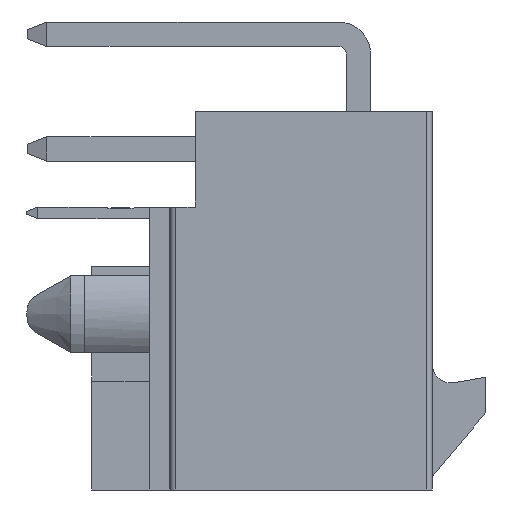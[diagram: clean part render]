
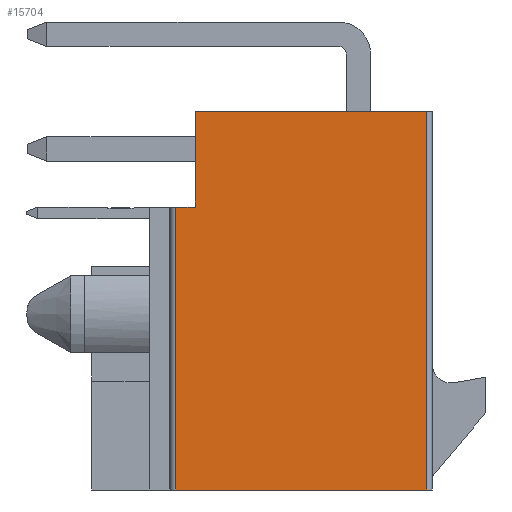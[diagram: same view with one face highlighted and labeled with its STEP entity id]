
A CAD part, front view. The second image highlights one B-rep face of the part: STEP entity #15704.
In plain terms, the highlighted planar face has unit normal (0, -1, 0).
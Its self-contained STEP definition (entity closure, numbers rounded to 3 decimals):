
#167=DIRECTION('',(1.,0.,0.));
#168=VECTOR('',#167,6.05);
#169=CARTESIAN_POINT('',(-2.77,-9.425,0.));
#170=LINE('7503',#169,#168);
#1783=DIRECTION('',(1.,0.,0.));
#1784=VECTOR('',#1783,6.56);
#1785=CARTESIAN_POINT('',(-3.28,-9.425,-9.91));
#1786=LINE('7499',#1785,#1784);
#5451=DIRECTION('',(0.,0.,-1.));
#5452=VECTOR('',#5451,9.91);
#5453=CARTESIAN_POINT('',(3.28,-9.425,0.));
#5454=LINE('7482',#5453,#5452);
#5455=DIRECTION('',(0.,0.,-1.));
#5456=VECTOR('',#5455,7.4);
#5457=CARTESIAN_POINT('',(-3.28,-9.425,-2.51));
#5458=LINE('7492',#5457,#5456);
#5459=DIRECTION('',(1.,0.,0.));
#5460=VECTOR('',#5459,0.51);
#5461=CARTESIAN_POINT('',(-3.28,-9.425,-2.51));
#5462=LINE('7501',#5461,#5460);
#5463=DIRECTION('',(0.,0.,-1.));
#5464=VECTOR('',#5463,2.51);
#5465=CARTESIAN_POINT('',(-2.77,-9.425,0.));
#5466=LINE('1349',#5465,#5464);
#6262=CARTESIAN_POINT('',(-2.77,-9.425,0.));
#6263=CARTESIAN_POINT('',(-2.77,-9.425,-2.51));
#6264=VERTEX_POINT('',#6262);
#6265=VERTEX_POINT('',#6263);
#7327=CARTESIAN_POINT('',(3.28,-9.425,-9.91));
#7329=VERTEX_POINT('',#7327);
#7330=CARTESIAN_POINT('',(3.28,-9.425,0.));
#7331=VERTEX_POINT('',#7330);
#7342=CARTESIAN_POINT('',(-3.28,-9.425,-9.91));
#7344=VERTEX_POINT('',#7342);
#7348=CARTESIAN_POINT('',(-3.28,-9.425,-2.51));
#7349=VERTEX_POINT('',#7348);
#15691=CARTESIAN_POINT('',(-3.43,-9.425,0.));
#15692=DIRECTION('',(0.,-1.,0.));
#15693=DIRECTION('',(1.,0.,0.));
#15694=AXIS2_PLACEMENT_3D('',#15691,#15692,#15693);
#15695=PLANE('30',#15694);
#15696=ORIENTED_EDGE('7482',*,*,#15684,.T.);
#15697=ORIENTED_EDGE('7499',*,*,#9683,.F.);
#15698=ORIENTED_EDGE('7492',*,*,#13497,.F.);
#15699=ORIENTED_EDGE('7501',*,*,#13547,.T.);
#15700=ORIENTED_EDGE('1349',*,*,#8753,.F.);
#15701=ORIENTED_EDGE('7503',*,*,#8069,.T.);
#15702=EDGE_LOOP('30',(#15696,#15697,#15698,#15699,#15700,#15701));
#15703=FACE_OUTER_BOUND('30',#15702,.F.);
#15704=ADVANCED_FACE('30',(#15703),#15695,.T.);
#8069=EDGE_CURVE('7503',#6264,#7331,#170,.T.);
#8753=EDGE_CURVE('1349',#6264,#6265,#5466,.T.);
#9683=EDGE_CURVE('7499',#7344,#7329,#1786,.T.);
#13497=EDGE_CURVE('7492',#7349,#7344,#5458,.T.);
#13547=EDGE_CURVE('7501',#7349,#6265,#5462,.T.);
#15684=EDGE_CURVE('7482',#7331,#7329,#5454,.T.);
